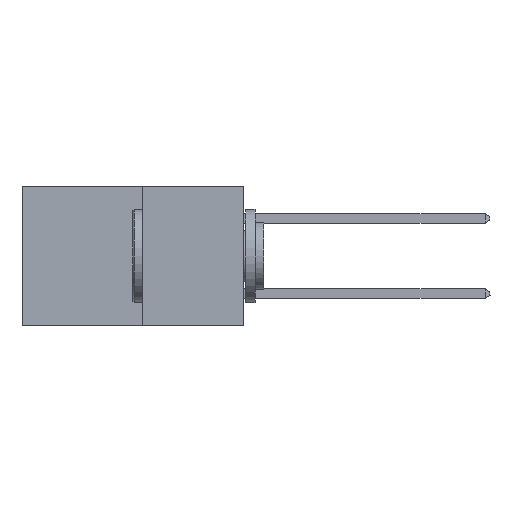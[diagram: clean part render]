
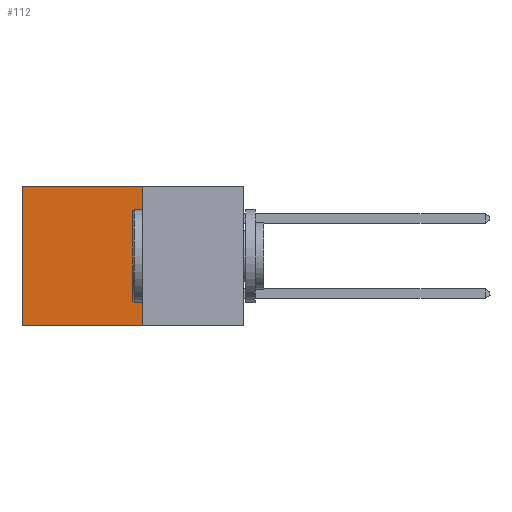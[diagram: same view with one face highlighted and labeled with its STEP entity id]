
A CAD part, left-side view. The second image highlights one B-rep face of the part: STEP entity #112.
In plain terms, the highlighted planar face has unit normal (-1, 0, 0).
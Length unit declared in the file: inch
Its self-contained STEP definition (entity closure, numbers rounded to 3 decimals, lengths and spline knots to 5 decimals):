
#112 = ADVANCED_FACE ( 'NONE', ( #18158 ), #12215, .F. ) ;
#1204 = EDGE_LOOP ( 'NONE', ( #8786, #11636, #3137, #22104 ) ) ;
#1237 = CARTESIAN_POINT ( 'NONE',  ( 0.277, 0.27, -0.37 ) ) ;
#2046 = CARTESIAN_POINT ( 'NONE',  ( 0.277, 0.27, 0. ) ) ;
#2556 = LINE ( 'NONE', #8182, #23260 ) ;
#2906 = CARTESIAN_POINT ( 'NONE',  ( 0.277, 0.59, 0. ) ) ;
#3137 = ORIENTED_EDGE ( 'NONE', *, *, #14781, .F. ) ;
#4272 = VECTOR ( 'NONE', #6055, 39.37008 ) ;
#4867 = CARTESIAN_POINT ( 'NONE',  ( 0.277, 0.27, 0. ) ) ;
#6055 = DIRECTION ( 'NONE',  ( 0., 1., 0. ) ) ;
#8027 = LINE ( 'NONE', #11640, #17409 ) ;
#8182 = CARTESIAN_POINT ( 'NONE',  ( 0.277, 0.27, -0.37 ) ) ;
#8222 = CARTESIAN_POINT ( 'NONE',  ( 0.277, 0.27, -0.37 ) ) ;
#8786 = ORIENTED_EDGE ( 'NONE', *, *, #13897, .T. ) ;
#10063 = DIRECTION ( 'NONE',  ( 0., 0., -1. ) ) ;
#10155 = DIRECTION ( 'NONE',  ( 1., 0., 0. ) ) ;
#10234 = DIRECTION ( 'NONE',  ( 0., 1., 0. ) ) ;
#10461 = VERTEX_POINT ( 'NONE', #10785 ) ;
#10785 = CARTESIAN_POINT ( 'NONE',  ( 0.277, 0.59, -0.37 ) ) ;
#11636 = ORIENTED_EDGE ( 'NONE', *, *, #12917, .F. ) ;
#11640 = CARTESIAN_POINT ( 'NONE',  ( 0.277, 0.59, -0.37 ) ) ;
#12215 = PLANE ( 'NONE',  #23611 ) ;
#12648 = VERTEX_POINT ( 'NONE', #1237 ) ;
#12917 = EDGE_CURVE ( 'NONE', #12648, #10461, #23621, .T. ) ;
#13055 = VECTOR ( 'NONE', #10234, 39.37008 ) ;
#13635 = DIRECTION ( 'NONE',  ( 0., 0., -1. ) ) ;
#13897 = EDGE_CURVE ( 'NONE', #21826, #10461, #8027, .T. ) ;
#14781 = EDGE_CURVE ( 'NONE', #16955, #12648, #2556, .T. ) ;
#15580 = LINE ( 'NONE', #2046, #4272 ) ;
#16955 = VERTEX_POINT ( 'NONE', #4867 ) ;
#17409 = VECTOR ( 'NONE', #13635, 39.37008 ) ;
#18134 = EDGE_CURVE ( 'NONE', #16955, #21826, #15580, .T. ) ;
#18158 = FACE_OUTER_BOUND ( 'NONE', #1204, .T. ) ;
#21826 = VERTEX_POINT ( 'NONE', #2906 ) ;
#22099 = DIRECTION ( 'NONE',  ( 0., 0., -1. ) ) ;
#22104 = ORIENTED_EDGE ( 'NONE', *, *, #18134, .T. ) ;
#22373 = CARTESIAN_POINT ( 'NONE',  ( 0.277, 0.27, -0.37 ) ) ;
#23260 = VECTOR ( 'NONE', #22099, 39.37008 ) ;
#23611 = AXIS2_PLACEMENT_3D ( 'NONE', #22373, #10155, #10063 ) ;
#23621 = LINE ( 'NONE', #8222, #13055 ) ;
